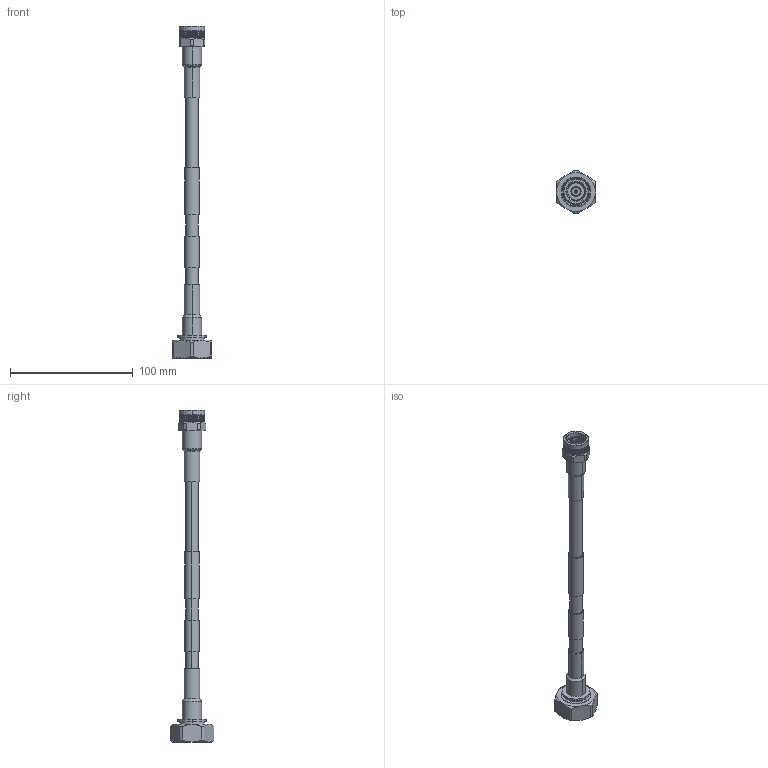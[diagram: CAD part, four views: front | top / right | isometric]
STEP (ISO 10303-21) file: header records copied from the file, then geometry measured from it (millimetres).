
FILE_DESCRIPTION (( 'STEP AP214' ), '1' );
FILE_NAME ('PE3C8444.step', '2021-11-18T19:30:34', ( '' ), ( '' ), 'SwSTEP 2.0', 'SolidWorks 2021', '' );
FILE_SCHEMA (( 'AUTOMOTIVE_DESIGN' ));
Length unit declared in the file: inch
Products named in the file (5): Heat Shrink^PE3C8444; PE3C8444; SPP-375-LLPL^PE3C8444; TC-375-NM-LP^PE3C8444_remove contact; TC-375-716M-LP^PE3C8444
Assembly tree (5 placements, depth 2):
  PE3C8444
    SPP-375-LLPL^PE3C8444
    Heat Shrink^PE3C8444  x2
    TC-375-NM-LP^PE3C8444_remove contact
    TC-375-716M-LP^PE3C8444
Bounding box: 31.75 x 35.58 x 270.15 mm (x, y, z)
Volume: 40316.5 mm3; surface area: 21992.5 mm2
Topology: 5 solids, 6 shells, 2104 faces, 4662 edges, 2587 vertices
Faces by surface type: bspline 1452, cylinder 524, plane 69, cone 55, torus 4
Entity records: 72915 total; most frequent: CARTESIAN_POINT 42899, ORIENTED_EDGE 9296, EDGE_CURVE 4648, VERTEX_POINT 2579, DIRECTION 2465, EDGE_LOOP 2119, FACE_OUTER_BOUND 2096, ADVANCED_FACE 2096
